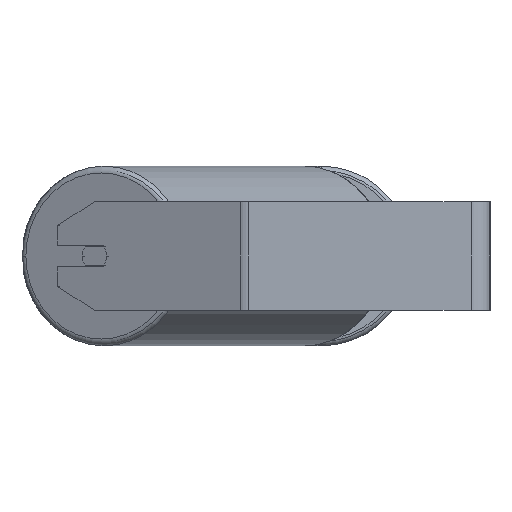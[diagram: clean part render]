
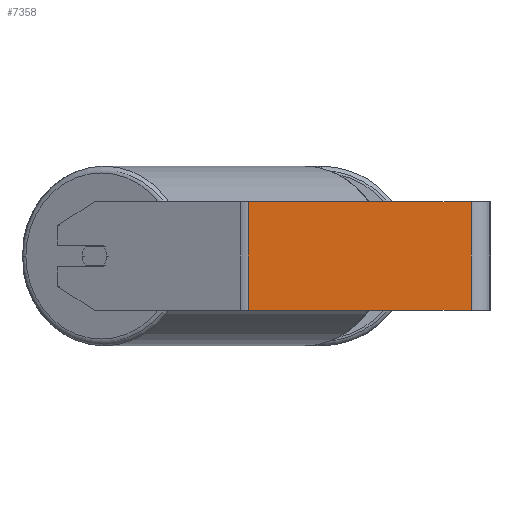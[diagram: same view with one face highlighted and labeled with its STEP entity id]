
A CAD part, left-side view. The second image highlights one B-rep face of the part: STEP entity #7358.
In plain terms, the highlighted planar face has unit normal (-1, 0, 0).
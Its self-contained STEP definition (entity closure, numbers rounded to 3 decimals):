
#182 = ORIENTED_EDGE ( 'NONE', *, *, #6759, .T. ) ;
#608 = CARTESIAN_POINT ( 'NONE',  ( -605., 14., -40. ) ) ;
#978 = VERTEX_POINT ( 'NONE', #1568 ) ;
#1096 = DIRECTION ( 'NONE',  ( 0., 0., -1. ) ) ;
#1395 = VECTOR ( 'NONE', #2750, 1000. ) ;
#1568 = CARTESIAN_POINT ( 'NONE',  ( -605., 178.879, -40. ) ) ;
#1922 = VERTEX_POINT ( 'NONE', #608 ) ;
#2083 = CARTESIAN_POINT ( 'NONE',  ( -605., 14., 40. ) ) ;
#2316 = VERTEX_POINT ( 'NONE', #7855 ) ;
#2446 = VECTOR ( 'NONE', #1096, 1000. ) ;
#2493 = VERTEX_POINT ( 'NONE', #6968 ) ;
#2502 = DIRECTION ( 'NONE',  ( 1., 0., 0. ) ) ;
#2627 = ORIENTED_EDGE ( 'NONE', *, *, #3980, .F. ) ;
#2673 = VECTOR ( 'NONE', #8453, 1000. ) ;
#2750 = DIRECTION ( 'NONE',  ( 0., 0., -1. ) ) ;
#3098 = EDGE_CURVE ( 'NONE', #978, #1922, #5750, .T. ) ;
#3203 = LINE ( 'NONE', #4033, #7502 ) ;
#3980 = EDGE_CURVE ( 'NONE', #2316, #1922, #8197, .T. ) ;
#4033 = CARTESIAN_POINT ( 'NONE',  ( -605., 181.983, 40. ) ) ;
#4079 = AXIS2_PLACEMENT_3D ( 'NONE', #4672, #2502, #7996 ) ;
#4374 = CARTESIAN_POINT ( 'NONE',  ( -605., 178.879, 40. ) ) ;
#4672 = CARTESIAN_POINT ( 'NONE',  ( -605., 181.983, 40. ) ) ;
#5203 = FACE_OUTER_BOUND ( 'NONE', #8076, .T. ) ;
#5487 = ORIENTED_EDGE ( 'NONE', *, *, #3098, .T. ) ;
#5750 = LINE ( 'NONE', #8500, #2673 ) ;
#5994 = LINE ( 'NONE', #4374, #2446 ) ;
#6082 = DIRECTION ( 'NONE',  ( 0., -1., 0. ) ) ;
#6759 = EDGE_CURVE ( 'NONE', #2493, #978, #5994, .T. ) ;
#6968 = CARTESIAN_POINT ( 'NONE',  ( -605., 178.879, 40. ) ) ;
#7358 = ADVANCED_FACE ( 'NONE', ( #5203 ), #7860, .F. ) ;
#7502 = VECTOR ( 'NONE', #6082, 1000. ) ;
#7667 = ORIENTED_EDGE ( 'NONE', *, *, #8609, .F. ) ;
#7855 = CARTESIAN_POINT ( 'NONE',  ( -605., 14., 40. ) ) ;
#7860 = PLANE ( 'NONE',  #4079 ) ;
#7996 = DIRECTION ( 'NONE',  ( 0., 0., -1. ) ) ;
#8076 = EDGE_LOOP ( 'NONE', ( #5487, #2627, #7667, #182 ) ) ;
#8197 = LINE ( 'NONE', #2083, #1395 ) ;
#8453 = DIRECTION ( 'NONE',  ( 0., -1., 0. ) ) ;
#8500 = CARTESIAN_POINT ( 'NONE',  ( -605., 181.983, -40. ) ) ;
#8609 = EDGE_CURVE ( 'NONE', #2493, #2316, #3203, .T. ) ;
